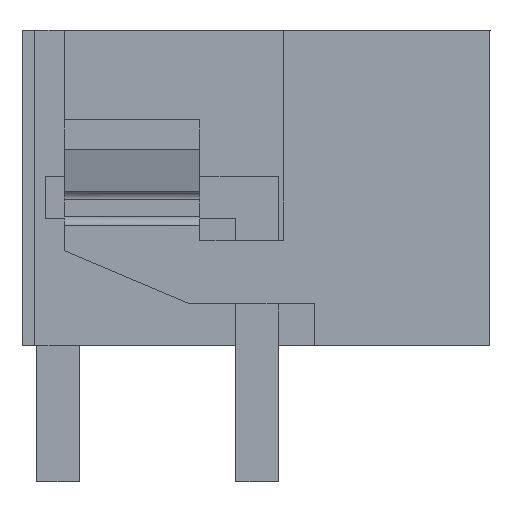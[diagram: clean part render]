
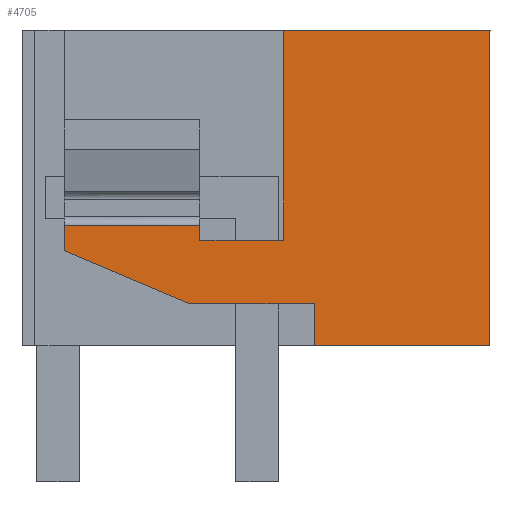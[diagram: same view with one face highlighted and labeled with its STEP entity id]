
A CAD part, left-side view. The second image highlights one B-rep face of the part: STEP entity #4705.
In plain terms, the highlighted planar face has unit normal (-1, 0, 0).
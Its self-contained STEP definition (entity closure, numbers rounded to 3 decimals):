
#4636=AXIS2_PLACEMENT_3D('Plane Axis2P3D',#4633,#4634,#4635) ;
#88=CARTESIAN_POINT('Vertex',(0.,0.,3.2)) ;
#93=CARTESIAN_POINT('Line Origine',(0.,2.075,3.2)) ;
#97=CARTESIAN_POINT('Vertex',(0.,4.15,3.2)) ;
#1614=CARTESIAN_POINT('Vertex',(0.,4.875,10.65)) ;
#1617=CARTESIAN_POINT('Line Origine',(0.,2.437,10.65)) ;
#1621=CARTESIAN_POINT('Vertex',(0.,0.,10.65)) ;
#4523=CARTESIAN_POINT('Line Origine',(0.,0.,6.925)) ;
#4633=CARTESIAN_POINT('Axis2P3D Location',(0.,11.05,0.)) ;
#4638=CARTESIAN_POINT('Line Origine',(0.,4.875,8.175)) ;
#4642=CARTESIAN_POINT('Vertex',(0.,4.875,5.7)) ;
#4645=CARTESIAN_POINT('Line Origine',(0.,5.863,5.7)) ;
#4649=CARTESIAN_POINT('Vertex',(0.,6.85,5.7)) ;
#4652=CARTESIAN_POINT('Line Origine',(0.,6.85,5.875)) ;
#4656=CARTESIAN_POINT('Vertex',(0.,6.85,6.05)) ;
#4659=CARTESIAN_POINT('Line Origine',(0.,8.45,6.05)) ;
#4663=CARTESIAN_POINT('Vertex',(0.,10.05,6.05)) ;
#4666=CARTESIAN_POINT('Line Origine',(0.,10.05,5.75)) ;
#4670=CARTESIAN_POINT('Vertex',(0.,10.05,5.45)) ;
#4673=CARTESIAN_POINT('Line Origine',(0.,8.571,4.823)) ;
#4677=CARTESIAN_POINT('Vertex',(0.,7.092,4.197)) ;
#4680=CARTESIAN_POINT('Line Origine',(0.,5.621,4.197)) ;
#4684=CARTESIAN_POINT('Vertex',(0.,4.15,4.197)) ;
#4687=CARTESIAN_POINT('Line Origine',(0.,4.15,3.698)) ;
#94=DIRECTION('Vector Direction',(0.,1.,0.)) ;
#1618=DIRECTION('Vector Direction',(0.,-1.,0.)) ;
#4524=DIRECTION('Vector Direction',(0.,0.,-1.)) ;
#4634=DIRECTION('Axis2P3D Direction',(-1.,0.,0.)) ;
#4635=DIRECTION('Axis2P3D XDirection',(0.,-1.,0.)) ;
#4639=DIRECTION('Vector Direction',(0.,0.,1.)) ;
#4646=DIRECTION('Vector Direction',(0.,1.,0.)) ;
#4653=DIRECTION('Vector Direction',(0.,0.,1.)) ;
#4660=DIRECTION('Vector Direction',(0.,-1.,0.)) ;
#4667=DIRECTION('Vector Direction',(0.,0.,-1.)) ;
#4674=DIRECTION('Vector Direction',(0.,0.921,0.39)) ;
#4681=DIRECTION('Vector Direction',(0.,-1.,0.)) ;
#4688=DIRECTION('Vector Direction',(0.,0.,-1.)) ;
#95=VECTOR('Line Direction',#94,1.) ;
#1619=VECTOR('Line Direction',#1618,1.) ;
#4525=VECTOR('Line Direction',#4524,1.) ;
#4640=VECTOR('Line Direction',#4639,1.) ;
#4647=VECTOR('Line Direction',#4646,1.) ;
#4654=VECTOR('Line Direction',#4653,1.) ;
#4661=VECTOR('Line Direction',#4660,1.) ;
#4668=VECTOR('Line Direction',#4667,1.) ;
#4675=VECTOR('Line Direction',#4674,1.) ;
#4682=VECTOR('Line Direction',#4681,1.) ;
#4689=VECTOR('Line Direction',#4688,1.) ;
#4693=ORIENTED_EDGE('',*,*,#99,.T.) ;
#4694=ORIENTED_EDGE('',*,*,#4527,.T.) ;
#4695=ORIENTED_EDGE('',*,*,#1623,.T.) ;
#4696=ORIENTED_EDGE('',*,*,#4644,.T.) ;
#4697=ORIENTED_EDGE('',*,*,#4651,.T.) ;
#4698=ORIENTED_EDGE('',*,*,#4658,.T.) ;
#4699=ORIENTED_EDGE('',*,*,#4665,.F.) ;
#4700=ORIENTED_EDGE('',*,*,#4672,.T.) ;
#4701=ORIENTED_EDGE('',*,*,#4679,.T.) ;
#4702=ORIENTED_EDGE('',*,*,#4686,.T.) ;
#4703=ORIENTED_EDGE('',*,*,#4691,.T.) ;
#4705=ADVANCED_FACE('HOUSING',(#4704),#4637,.T.) ;
#99=EDGE_CURVE('',#98,#89,#96,.F.) ;
#1623=EDGE_CURVE('',#1622,#1615,#1620,.F.) ;
#4527=EDGE_CURVE('',#89,#1622,#4526,.F.) ;
#4644=EDGE_CURVE('',#1615,#4643,#4641,.F.) ;
#4651=EDGE_CURVE('',#4643,#4650,#4648,.T.) ;
#4658=EDGE_CURVE('',#4650,#4657,#4655,.T.) ;
#4665=EDGE_CURVE('',#4664,#4657,#4662,.T.) ;
#4672=EDGE_CURVE('',#4664,#4671,#4669,.T.) ;
#4679=EDGE_CURVE('',#4671,#4678,#4676,.F.) ;
#4686=EDGE_CURVE('',#4678,#4685,#4683,.T.) ;
#4691=EDGE_CURVE('',#4685,#98,#4690,.T.) ;
#4692=EDGE_LOOP('',(#4693,#4694,#4695,#4696,#4697,#4698,#4699,#4700,#4701,#4702,#4703)) ;
#4704=FACE_OUTER_BOUND('',#4692,.T.) ;
#96=LINE('Line',#93,#95) ;
#1620=LINE('Line',#1617,#1619) ;
#4526=LINE('Line',#4523,#4525) ;
#4641=LINE('Line',#4638,#4640) ;
#4648=LINE('Line',#4645,#4647) ;
#4655=LINE('Line',#4652,#4654) ;
#4662=LINE('Line',#4659,#4661) ;
#4669=LINE('Line',#4666,#4668) ;
#4676=LINE('Line',#4673,#4675) ;
#4683=LINE('Line',#4680,#4682) ;
#4690=LINE('Line',#4687,#4689) ;
#4637=PLANE('',#4636) ;
#89=VERTEX_POINT('',#88) ;
#98=VERTEX_POINT('',#97) ;
#1615=VERTEX_POINT('',#1614) ;
#1622=VERTEX_POINT('',#1621) ;
#4643=VERTEX_POINT('',#4642) ;
#4650=VERTEX_POINT('',#4649) ;
#4657=VERTEX_POINT('',#4656) ;
#4664=VERTEX_POINT('',#4663) ;
#4671=VERTEX_POINT('',#4670) ;
#4678=VERTEX_POINT('',#4677) ;
#4685=VERTEX_POINT('',#4684) ;
